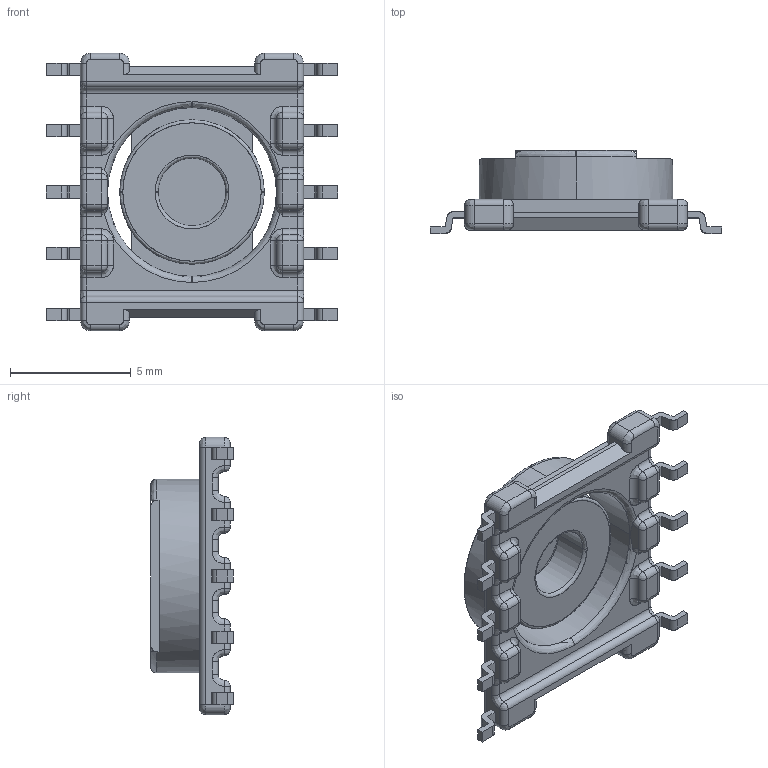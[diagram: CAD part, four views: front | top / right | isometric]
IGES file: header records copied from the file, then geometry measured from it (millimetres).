
Start section: SolidWorks IGES file using analytic representation for surfaces
Global section: file name: TOR_1240_3076.IGS; native system: SolidWorks 2017; preprocessor: SolidWorks 2017; author: wyatt.kraus; date: 200407.160529; units: inch
Bounding box: 12.07 x 3.43 x 11.5 mm (x, y, z)
Surface area: 455.8 mm2 (no closed solid volume)
Topology: 0 solids, 0 shells, 352 faces, 2382 edges, 2360 vertices
Faces by surface type: bspline 214, revolution 138
